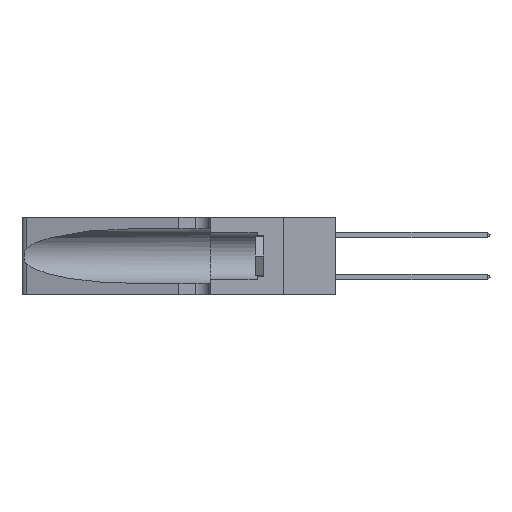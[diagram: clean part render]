
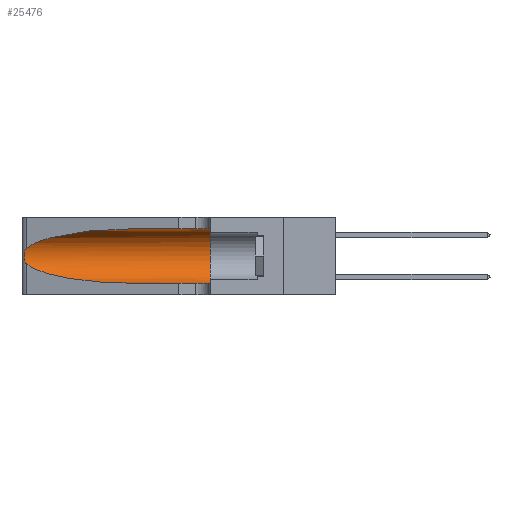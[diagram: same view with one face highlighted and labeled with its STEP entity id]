
A CAD part, left-side view. The second image highlights one B-rep face of the part: STEP entity #25476.
In plain terms, the highlighted cylindrical face has radius 3.308 mm (diameter 6.617 mm), a partial arc.
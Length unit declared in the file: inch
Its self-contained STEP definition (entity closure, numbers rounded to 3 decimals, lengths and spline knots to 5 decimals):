
#51 = CARTESIAN_POINT ( 'NONE',  ( 0.1305, 0.35, 0.05475 ) ) ;
#239 = EDGE_LOOP ( 'NONE', ( #4120, #3947, #8804, #13822, #1156, #18948 ) ) ;
#243 = CARTESIAN_POINT ( 'NONE',  ( 0.25487, 1.22718, 0.22369 ) ) ;
#403 = B_SPLINE_CURVE_WITH_KNOTS ( 'NONE', 3,
 ( #243, #18273, #20749, #2462, #23098, #22805, #20561, #27354, #20948, #27739, #16320, #4735, #23196, #9680 ),
 .UNSPECIFIED., .F., .F.,
 ( 4, 2, 2, 2, 2, 2, 4 ),
 ( 0., 0.00027, 0.00053, 0.00107, 0.0016, 0.00187, 0.00214 ),
 .UNSPECIFIED. ) ;
#1016 = DIRECTION ( 'NONE',  ( 0., 0., 1. ) ) ;
#1156 = ORIENTED_EDGE ( 'NONE', *, *, #28657, .F. ) ;
#1448 = CYLINDRICAL_SURFACE ( 'NONE', #27605, 0.13025 ) ;
#1946 = CARTESIAN_POINT ( 'NONE',  ( 0.1305, 0.72297, 0.05475 ) ) ;
#2248 = CARTESIAN_POINT ( 'NONE',  ( 0.1305, 0.72297, 0.31525 ) ) ;
#2462 = CARTESIAN_POINT ( 'NONE',  ( 0.25787, 1.23484, 0.2124 ) ) ;
#3947 = ORIENTED_EDGE ( 'NONE', *, *, #7972, .T. ) ;
#4120 = ORIENTED_EDGE ( 'NONE', *, *, #7382, .T. ) ;
#4730 = CARTESIAN_POINT ( 'NONE',  ( 0.2373, 1.15595, 0.08982 ) ) ;
#4735 = CARTESIAN_POINT ( 'NONE',  ( 0.25639, 1.23186, 0.15144 ) ) ;
#4906 = CARTESIAN_POINT ( 'NONE',  ( 0.1305, 1.61858, 0.185 ) ) ;
#4937 = VECTOR ( 'NONE', #6086, 39.37008 ) ;
#5711 =( BOUNDED_CURVE ( )  B_SPLINE_CURVE ( 3, ( #21317, #8370, #21601, #21893 ),
 .UNSPECIFIED., .F., .T. ) 
 B_SPLINE_CURVE_WITH_KNOTS ( ( 4, 4 ),
 ( 1.5708, 2.84003 ),
 .UNSPECIFIED. ) 
 CURVE ( )  GEOMETRIC_REPRESENTATION_ITEM ( )  RATIONAL_B_SPLINE_CURVE ( ( 1., 0.87, 0.87, 1. ) ) 
 REPRESENTATION_ITEM ( '' )  );
#5998 = CARTESIAN_POINT ( 'NONE',  ( 0.1305, 0.72297, 0.05475 ) ) ;
#6086 = DIRECTION ( 'NONE',  ( 0., -1., 0. ) ) ;
#6277 = CARTESIAN_POINT ( 'NONE',  ( 0.25487, 1.22718, 0.22369 ) ) ;
#6488 = VERTEX_POINT ( 'NONE', #18580 ) ;
#6664 = CARTESIAN_POINT ( 'NONE',  ( 0.1305, 0.35, 0.31525 ) ) ;
#7132 = VECTOR ( 'NONE', #17789, 39.37008 ) ;
#7212 = DIRECTION ( 'NONE',  ( 0., 0., -1. ) ) ;
#7382 = EDGE_CURVE ( 'NONE', #27859, #13043, #5711, .T. ) ;
#7972 = EDGE_CURVE ( 'NONE', #13043, #6488, #403, .T. ) ;
#8370 = CARTESIAN_POINT ( 'NONE',  ( 0.18966, 0.96281, 0.31525 ) ) ;
#8804 = ORIENTED_EDGE ( 'NONE', *, *, #16870, .T. ) ;
#9048 = VERTEX_POINT ( 'NONE', #51 ) ;
#9680 = CARTESIAN_POINT ( 'NONE',  ( 0.25487, 1.22718, 0.14631 ) ) ;
#10522 = DIRECTION ( 'NONE',  ( 0., 1., 0. ) ) ;
#12706 = CARTESIAN_POINT ( 'NONE',  ( 0.18966, 0.96281, 0.05475 ) ) ;
#13043 = VERTEX_POINT ( 'NONE', #6277 ) ;
#13147 = LINE ( 'NONE', #24488, #7132 ) ;
#13822 = ORIENTED_EDGE ( 'NONE', *, *, #26206, .T. ) ;
#14506 = CARTESIAN_POINT ( 'NONE',  ( 0.1305, 1.61858, 0.05475 ) ) ;
#16114 = DIRECTION ( 'NONE',  ( 0., -1., 0. ) ) ;
#16320 = CARTESIAN_POINT ( 'NONE',  ( 0.25789, 1.23486, 0.15765 ) ) ;
#16555 = VERTEX_POINT ( 'NONE', #6664 ) ;
#16652 = EDGE_CURVE ( 'NONE', #27859, #16555, #13147, .T. ) ;
#16870 = EDGE_CURVE ( 'NONE', #6488, #20033, #21474, .T. ) ;
#17789 = DIRECTION ( 'NONE',  ( 0., -1., 0. ) ) ;
#18273 = CARTESIAN_POINT ( 'NONE',  ( 0.25555, 1.22994, 0.2215 ) ) ;
#18580 = CARTESIAN_POINT ( 'NONE',  ( 0.25487, 1.22718, 0.14631 ) ) ;
#18948 = ORIENTED_EDGE ( 'NONE', *, *, #16652, .F. ) ;
#19377 = AXIS2_PLACEMENT_3D ( 'NONE', #28085, #10522, #1016 ) ;
#19448 = LINE ( 'NONE', #14506, #4937 ) ;
#20033 = VERTEX_POINT ( 'NONE', #1946 ) ;
#20561 = CARTESIAN_POINT ( 'NONE',  ( 0.26075, 1.23896, 0.19203 ) ) ;
#20749 = CARTESIAN_POINT ( 'NONE',  ( 0.25639, 1.23184, 0.21858 ) ) ;
#20948 = CARTESIAN_POINT ( 'NONE',  ( 0.26017, 1.23833, 0.17102 ) ) ;
#21317 = CARTESIAN_POINT ( 'NONE',  ( 0.1305, 0.72297, 0.31525 ) ) ;
#21474 =( BOUNDED_CURVE ( )  B_SPLINE_CURVE ( 3, ( #24772, #4730, #12706, #5998 ),
 .UNSPECIFIED., .F., .F. ) 
 B_SPLINE_CURVE_WITH_KNOTS ( ( 4, 4 ),
 ( 3.44316, 4.71239 ),
 .UNSPECIFIED. ) 
 CURVE ( )  GEOMETRIC_REPRESENTATION_ITEM ( )  RATIONAL_B_SPLINE_CURVE ( ( 1., 0.87, 0.87, 1. ) ) 
 REPRESENTATION_ITEM ( '' )  );
#21601 = CARTESIAN_POINT ( 'NONE',  ( 0.2373, 1.15595, 0.28018 ) ) ;
#21893 = CARTESIAN_POINT ( 'NONE',  ( 0.25487, 1.22718, 0.22369 ) ) ;
#22805 = CARTESIAN_POINT ( 'NONE',  ( 0.26018, 1.23835, 0.19895 ) ) ;
#23098 = CARTESIAN_POINT ( 'NONE',  ( 0.25854, 1.2359, 0.20912 ) ) ;
#23196 = CARTESIAN_POINT ( 'NONE',  ( 0.25555, 1.22993, 0.14849 ) ) ;
#23711 = FACE_OUTER_BOUND ( 'NONE', #239, .T. ) ;
#24488 = CARTESIAN_POINT ( 'NONE',  ( 0.1305, 1.61858, 0.31525 ) ) ;
#24772 = CARTESIAN_POINT ( 'NONE',  ( 0.25487, 1.22718, 0.14631 ) ) ;
#24917 = CIRCLE ( 'NONE', #19377, 0.13025 ) ;
#25476 = ADVANCED_FACE ( 'NONE', ( #23711 ), #1448, .F. ) ;
#26206 = EDGE_CURVE ( 'NONE', #20033, #9048, #19448, .T. ) ;
#27354 = CARTESIAN_POINT ( 'NONE',  ( 0.26075, 1.23896, 0.178 ) ) ;
#27605 = AXIS2_PLACEMENT_3D ( 'NONE', #4906, #16114, #7212 ) ;
#27739 = CARTESIAN_POINT ( 'NONE',  ( 0.25856, 1.23593, 0.16098 ) ) ;
#27859 = VERTEX_POINT ( 'NONE', #2248 ) ;
#28085 = CARTESIAN_POINT ( 'NONE',  ( 0.1305, 0.35, 0.185 ) ) ;
#28657 = EDGE_CURVE ( 'NONE', #16555, #9048, #24917, .T. ) ;
